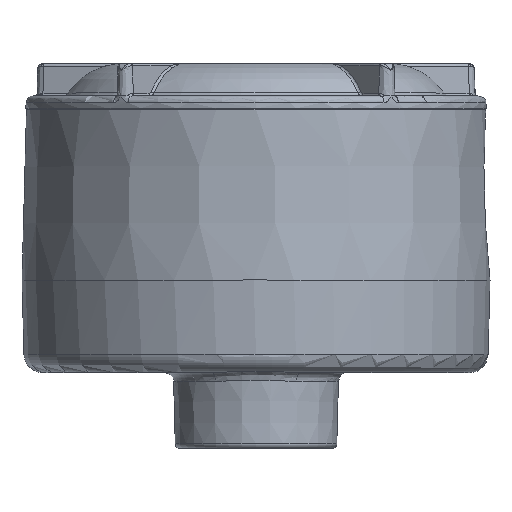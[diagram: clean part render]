
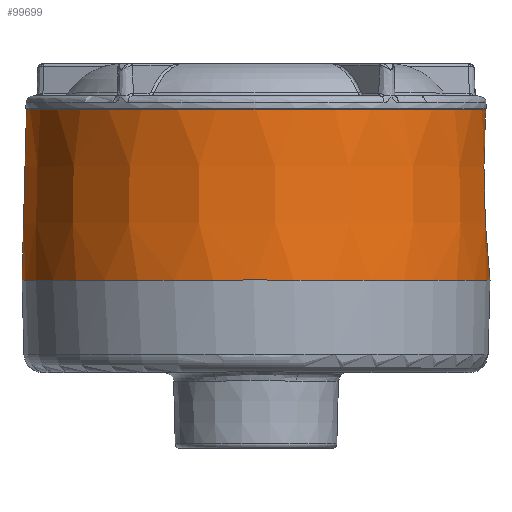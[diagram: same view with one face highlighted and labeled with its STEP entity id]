
A CAD part, top view. The second image highlights one B-rep face of the part: STEP entity #99699.
In plain terms, the highlighted conical face has half-angle 1.5 degrees and reference radius 79.789 mm.
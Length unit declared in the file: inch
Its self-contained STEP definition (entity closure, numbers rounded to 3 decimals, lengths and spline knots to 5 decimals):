
#8545=B_SPLINE_CURVE_WITH_KNOTS('',3,(#153388,#153389,#153390,#153391,#153392,
#153393,#153394,#153395,#153396,#153397,#153398,#153399,#153400,#153401,
#153402,#153403,#153404,#153405,#153406,#153407,#153408,#153409,#153410,
#153411,#153412,#153413,#153414,#153415,#153416,#153417,#153418,#153419,
#153420,#153421,#153422,#153423,#153424,#153425,#153426,#153427,#153428,
#153429,#153430,#153431,#153432,#153433,#153434,#153435,#153436,#153437,
#153438,#153439,#153440,#153441,#153442,#153443,#153444,#153445,#153446,
#153447,#153448,#153449,#153450,#153451,#153452,#153453,#153454,#153455,
#153456,#153457,#153458,#153459,#153460,#153461,#153462,#153463),
 .UNSPECIFIED.,.F.,.F.,(4,3,3,3,3,3,3,3,3,3,3,3,3,3,3,3,3,3,3,3,3,3,3,3,
3,4),(-24.51402,-24.35259,-23.82284,-23.18908,
-23.12324,-22.47861,-21.9489,-21.7246,-21.15028,
-20.76548,-20.32539,-19.72721,-19.62599,
-19.09541,-18.9264,-18.65021,-17.97547,
-17.67699,-17.52739,-16.77734,-16.46261,
-16.1287,-15.48424,-15.42903,-15.32948,
-14.73791),.UNSPECIFIED.);
#15740=FACE_OUTER_BOUND('',#21228,.T.);
#21228=EDGE_LOOP('',(#76256,#76257,#76258,#76259,#76260,#76261));
#27044=LINE('',#153466,#36241);
#36241=VECTOR('',#110252,3.14129);
#43993=CIRCLE('',#103849,3.11265);
#44249=CIRCLE('',#104485,3.1732);
#44250=CIRCLE('',#104486,3.1732);
#44603=VERTEX_POINT('',#124099);
#47032=VERTEX_POINT('',#153386);
#47033=VERTEX_POINT('',#153387);
#47034=VERTEX_POINT('',#153464);
#54351=EDGE_CURVE('',#44603,#44603,#43993,.T.);
#57984=EDGE_CURVE('',#47032,#47033,#8545,.T.);
#57985=EDGE_CURVE('',#47034,#47032,#44249,.T.);
#57986=EDGE_CURVE('',#47034,#44603,#27044,.T.);
#57987=EDGE_CURVE('',#47033,#47034,#44250,.T.);
#76256=ORIENTED_EDGE('',*,*,#57984,.F.);
#76257=ORIENTED_EDGE('',*,*,#57985,.F.);
#76258=ORIENTED_EDGE('',*,*,#57986,.T.);
#76259=ORIENTED_EDGE('',*,*,#54351,.T.);
#76260=ORIENTED_EDGE('',*,*,#57986,.F.);
#76261=ORIENTED_EDGE('',*,*,#57987,.F.);
#98357=CONICAL_SURFACE('',#104484,3.14129,0.026);
#99699=ADVANCED_FACE('',(#15740),#98357,.T.);
#103849=AXIS2_PLACEMENT_3D('',#124100,#107532,#107533);
#104484=AXIS2_PLACEMENT_3D('',#153385,#110248,#110249);
#104485=AXIS2_PLACEMENT_3D('',#153465,#110250,#110251);
#104486=AXIS2_PLACEMENT_3D('',#153467,#110253,#110254);
#107532=DIRECTION('center_axis',(0.,-1.,0.));
#107533=DIRECTION('ref_axis',(1.,0.,0.));
#110248=DIRECTION('center_axis',(0.,-1.,0.));
#110249=DIRECTION('ref_axis',(1.,0.,0.));
#110250=DIRECTION('center_axis',(0.,-1.,0.));
#110251=DIRECTION('ref_axis',(1.,0.,0.));
#110252=DIRECTION('',(0.026,1.,0.));
#110253=DIRECTION('center_axis',(0.,-1.,0.));
#110254=DIRECTION('ref_axis',(1.,0.,0.));
#124099=CARTESIAN_POINT('',(-3.11265,2.3125,0.));
#124100=CARTESIAN_POINT('Origin',(0.,2.3125,0.));
#153385=CARTESIAN_POINT('Origin',(0.,1.21875,0.));
#153386=CARTESIAN_POINT('',(-1.17233,0.,-2.9487));
#153387=CARTESIAN_POINT('',(1.17233,0.,-2.9487));
#153388=CARTESIAN_POINT('Ctrl Pts',(-1.17233,0.,
-2.9487));
#153389=CARTESIAN_POINT('Ctrl Pts',(-1.17227,0.02118,
-2.94813));
#153390=CARTESIAN_POINT('Ctrl Pts',(-1.17167,0.04236,
-2.94778));
#153391=CARTESIAN_POINT('Ctrl Pts',(-1.17054,0.06351,
-2.94763));
#153392=CARTESIAN_POINT('Ctrl Pts',(-1.16685,0.13293,
-2.94716));
#153393=CARTESIAN_POINT('Ctrl Pts',(-1.15744,0.20201,-2.94895));
#153394=CARTESIAN_POINT('Ctrl Pts',(-1.14246,0.26964,
-2.95284));
#153395=CARTESIAN_POINT('Ctrl Pts',(-1.12454,0.35056,
-2.9575));
#153396=CARTESIAN_POINT('Ctrl Pts',(-1.09865,0.42941,
-2.96515));
#153397=CARTESIAN_POINT('Ctrl Pts',(-1.06554,0.50444,
-2.97491));
#153398=CARTESIAN_POINT('Ctrl Pts',(-1.0621,0.51224,
-2.97592));
#153399=CARTESIAN_POINT('Ctrl Pts',(-1.05858,0.51999,
-2.97696));
#153400=CARTESIAN_POINT('Ctrl Pts',(-1.05499,0.5277,
-2.97802));
#153401=CARTESIAN_POINT('Ctrl Pts',(-1.01979,0.60321,
-2.98839));
#153402=CARTESIAN_POINT('Ctrl Pts',(-0.9772,0.67462,
-3.00086));
#153403=CARTESIAN_POINT('Ctrl Pts',(-0.92817,0.74072,
-3.01416));
#153404=CARTESIAN_POINT('Ctrl Pts',(-0.88787,0.79503,
-3.02509));
#153405=CARTESIAN_POINT('Ctrl Pts',(-0.84324,0.84575,
-3.03659));
#153406=CARTESIAN_POINT('Ctrl Pts',(-0.79481,0.89221,
-3.04795));
#153407=CARTESIAN_POINT('Ctrl Pts',(-0.7743,0.91188,
-3.05277));
#153408=CARTESIAN_POINT('Ctrl Pts',(-0.75312,0.93079,
-3.05755));
#153409=CARTESIAN_POINT('Ctrl Pts',(-0.7313,0.94889,
-3.06226));
#153410=CARTESIAN_POINT('Ctrl Pts',(-0.67543,0.99525,
-3.07432));
#153411=CARTESIAN_POINT('Ctrl Pts',(-0.61538,1.03632,
-3.08587));
#153412=CARTESIAN_POINT('Ctrl Pts',(-0.55209,1.07147,
-3.09622));
#153413=CARTESIAN_POINT('Ctrl Pts',(-0.50969,1.09502,
-3.10316));
#153414=CARTESIAN_POINT('Ctrl Pts',(-0.46584,1.11591,
-3.10955));
#153415=CARTESIAN_POINT('Ctrl Pts',(-0.42082,1.13393,
-3.1152));
#153416=CARTESIAN_POINT('Ctrl Pts',(-0.36934,1.15454,
-3.12166));
#153417=CARTESIAN_POINT('Ctrl Pts',(-0.31637,1.17143,
-3.12713));
#153418=CARTESIAN_POINT('Ctrl Pts',(-0.26239,1.1843,
-3.1313));
#153419=CARTESIAN_POINT('Ctrl Pts',(-0.18902,1.20179,
-3.13696));
#153420=CARTESIAN_POINT('Ctrl Pts',(-0.11378,1.21183,
-3.1402));
#153421=CARTESIAN_POINT('Ctrl Pts',(-0.03832,1.21437,
-3.14103));
#153422=CARTESIAN_POINT('Ctrl Pts',(-0.02555,1.21481,
-3.14117));
#153423=CARTESIAN_POINT('Ctrl Pts',(-0.01277,1.21502,
-3.14125));
#153424=CARTESIAN_POINT('Ctrl Pts',(0.,1.21502,
-3.14125));
#153425=CARTESIAN_POINT('Ctrl Pts',(0.06695,1.21504,
-3.14126));
#153426=CARTESIAN_POINT('Ctrl Pts',(0.13395,1.20912,
-3.13937));
#153427=CARTESIAN_POINT('Ctrl Pts',(0.19984,1.19733,
-3.13558));
#153428=CARTESIAN_POINT('Ctrl Pts',(0.22083,1.19358,
-3.13437));
#153429=CARTESIAN_POINT('Ctrl Pts',(0.24171,1.18923,-3.13297));
#153430=CARTESIAN_POINT('Ctrl Pts',(0.26244,1.18429,-3.13137));
#153431=CARTESIAN_POINT('Ctrl Pts',(0.29631,1.17621,
-3.12876));
#153432=CARTESIAN_POINT('Ctrl Pts',(0.32979,1.16655,
-3.12563));
#153433=CARTESIAN_POINT('Ctrl Pts',(0.36277,1.15539,
-3.12206));
#153434=CARTESIAN_POINT('Ctrl Pts',(0.44332,1.12812,
-3.11334));
#153435=CARTESIAN_POINT('Ctrl Pts',(0.52071,1.09179,
-3.10202));
#153436=CARTESIAN_POINT('Ctrl Pts',(0.59334,1.04748,
-3.08926));
#153437=CARTESIAN_POINT('Ctrl Pts',(0.62547,1.02787,
-3.08361));
#153438=CARTESIAN_POINT('Ctrl Pts',(0.65666,1.0067,-3.07768));
#153439=CARTESIAN_POINT('Ctrl Pts',(0.68679,0.98406,
-3.07157));
#153440=CARTESIAN_POINT('Ctrl Pts',(0.70189,0.97271,
-3.06851));
#153441=CARTESIAN_POINT('Ctrl Pts',(0.71673,0.96099,
-3.0654));
#153442=CARTESIAN_POINT('Ctrl Pts',(0.73128,0.94891,
-3.06226));
#153443=CARTESIAN_POINT('Ctrl Pts',(0.80424,0.88836,
-3.0465));
#153444=CARTESIAN_POINT('Ctrl Pts',(0.87008,0.81878,
-3.02989));
#153445=CARTESIAN_POINT('Ctrl Pts',(0.92722,0.74197,
-3.0144));
#153446=CARTESIAN_POINT('Ctrl Pts',(0.9512,0.70974,
-3.0079));
#153447=CARTESIAN_POINT('Ctrl Pts',(0.97365,0.67624,
-3.0016));
#153448=CARTESIAN_POINT('Ctrl Pts',(0.99445,0.6416,
-2.99564));
#153449=CARTESIAN_POINT('Ctrl Pts',(1.01653,0.60485,
-2.98932));
#153450=CARTESIAN_POINT('Ctrl Pts',(1.03674,0.56684,
-2.98339));
#153451=CARTESIAN_POINT('Ctrl Pts',(1.05497,0.52773,
-2.97802));
#153452=CARTESIAN_POINT('Ctrl Pts',(1.09015,0.45224,
-2.96766));
#153453=CARTESIAN_POINT('Ctrl Pts',(1.11794,0.37265,
-2.95939));
#153454=CARTESIAN_POINT('Ctrl Pts',(1.13758,0.29075,
-2.95413));
#153455=CARTESIAN_POINT('Ctrl Pts',(1.13926,0.28373,
-2.95368));
#153456=CARTESIAN_POINT('Ctrl Pts',(1.14088,0.2767,
-2.95325));
#153457=CARTESIAN_POINT('Ctrl Pts',(1.14244,0.26965,
-2.95284));
#153458=CARTESIAN_POINT('Ctrl Pts',(1.14526,0.25694,
-2.95211));
#153459=CARTESIAN_POINT('Ctrl Pts',(1.14788,0.24418,-2.95146));
#153460=CARTESIAN_POINT('Ctrl Pts',(1.1503,0.23137,-2.95087));
#153461=CARTESIAN_POINT('Ctrl Pts',(1.16469,0.15528,-2.94741));
#153462=CARTESIAN_POINT('Ctrl Pts',(1.1721,0.07762,
-2.94661));
#153463=CARTESIAN_POINT('Ctrl Pts',(1.17233,0.,
-2.9487));
#153464=CARTESIAN_POINT('',(-3.1732,0.,0.));
#153465=CARTESIAN_POINT('Origin',(0.,0.,
0.));
#153466=CARTESIAN_POINT('',(-3.14129,1.21875,0.));
#153467=CARTESIAN_POINT('Origin',(0.,0.,
0.));
